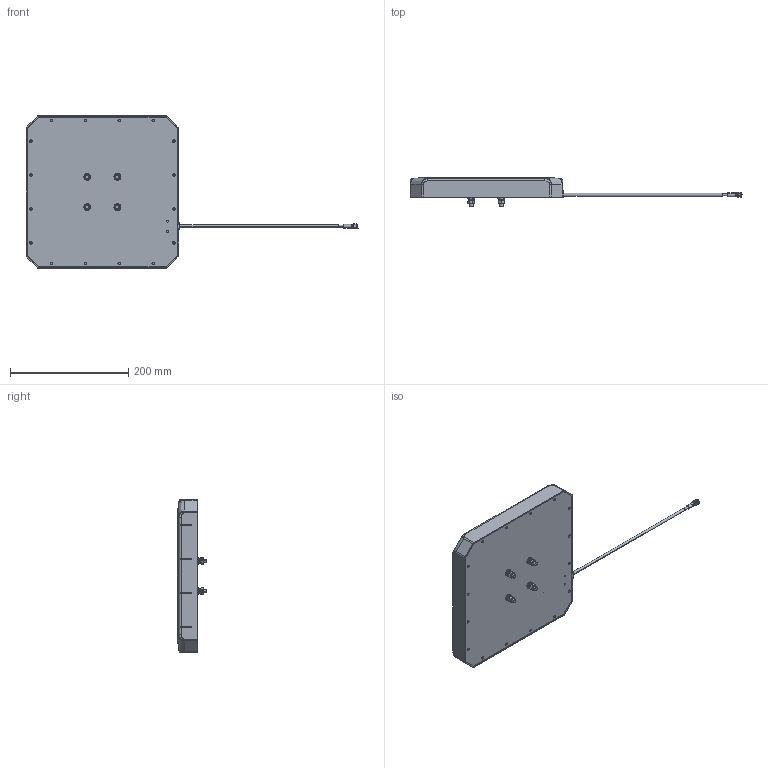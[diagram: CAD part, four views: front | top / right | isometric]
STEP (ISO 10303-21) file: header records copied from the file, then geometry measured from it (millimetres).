
FILE_DESCRIPTION (( 'STEP AP214' ), '1' );
FILE_NAME ('FMANFP1063_3D.step', '2023-02-01T18:05:49', ( '' ), ( '' ), 'SwSTEP 2.0', 'SolidWorks 2022', '' );
FILE_SCHEMA (( 'AUTOMOTIVE_DESIGN' ));
Length unit declared in the file: inch
Products named in the file (3): PE4768; PEANFP1063_Base Model; FMANFP1063_3D
Assembly tree (2 placements, depth 2):
  FMANFP1063_3D
    PEANFP1063_Base Model
    PE4768
Bounding box: 560.94 x 49.4 x 258.01 mm (x, y, z)
Volume: 374737.1 mm3; surface area: 398374.5 mm2
Topology: 20 solids, 20 shells, 3533 faces, 7971 edges, 4521 vertices
Faces by surface type: bspline 2018, cylinder 995, plane 448, cone 66, torus 6
Entity records: 157888 total; most frequent: CARTESIAN_POINT 88920, ORIENTED_EDGE 15942, EDGE_CURVE 7971, DIRECTION 6166, VERTEX_POINT 4521, EDGE_LOOP 3640, FACE_OUTER_BOUND 3533, ADVANCED_FACE 3533
